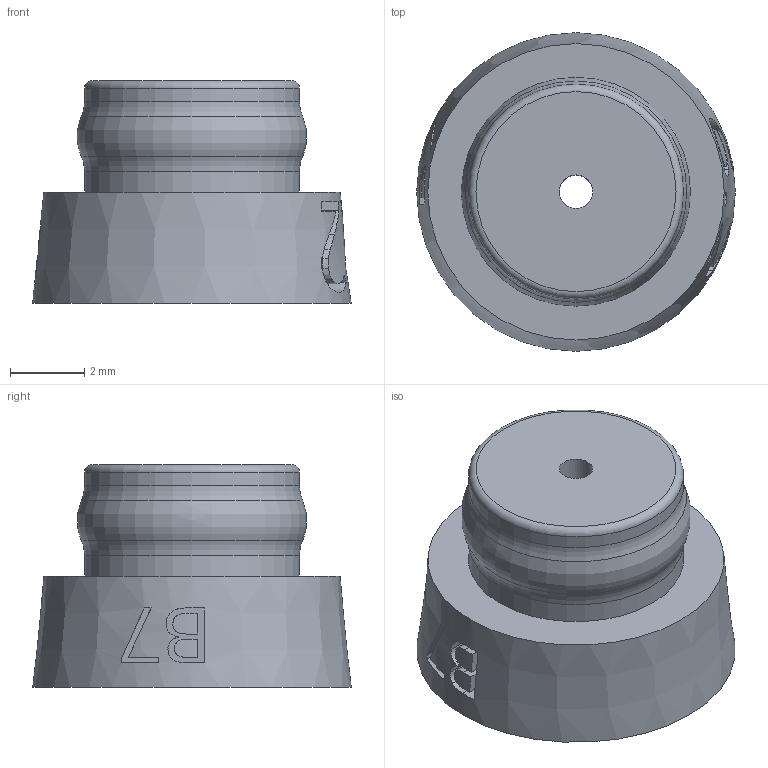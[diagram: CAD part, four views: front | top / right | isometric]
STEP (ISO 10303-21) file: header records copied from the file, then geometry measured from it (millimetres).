
FILE_DESCRIPTION( ( '' ), ' ' );
FILE_NAME( '5c70286243bdb31b67e1b216.step', '2019-02-22T16:50:43', ( '' ), ( '' ), ' ', ' ', ' ' );
FILE_SCHEMA( ( 'AUTOMOTIVE_DESIGN { 1 0 10303 214 1 1 1 1 }' ) );
Length unit declared in the file: metre
Products named in the file (1): Part 1
Bounding box: 8.6 x 8.6 x 6 mm (x, y, z)
Volume: 239.7 mm3; surface area: 274.8 mm2
Topology: 1 solids, 1 shells, 103 faces, 276 edges, 183 vertices
Faces by surface type: extrusion 58, plane 34, cone 4, torus 4, cylinder 3
Full cylindrical faces by diameter (mm): 0.9 x1, 5.8 x2
Entity records: 4234 total; most frequent: CARTESIAN_POINT 1092, ORIENTED_EDGE 526, DIRECTION 315, EDGE_CURVE 263, B_SPLINE_CURVE_WITH_KNOTS 184, VERTEX_POINT 180, VECTOR 167, EDGE_LOOP 122
